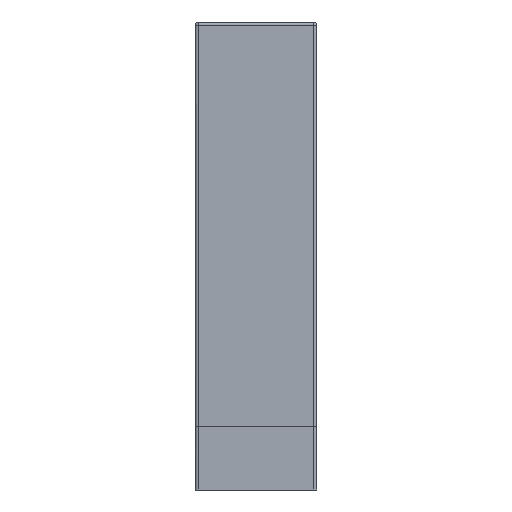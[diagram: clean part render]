
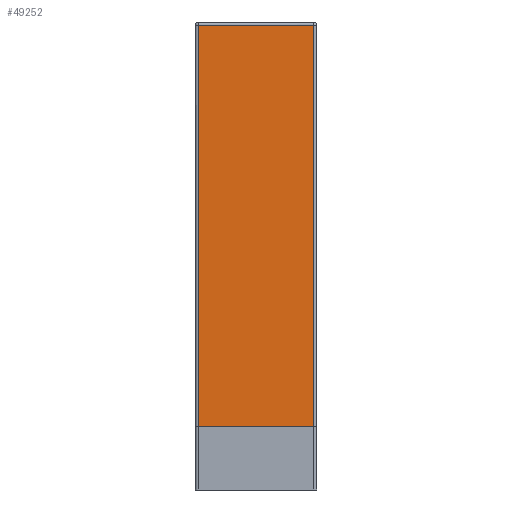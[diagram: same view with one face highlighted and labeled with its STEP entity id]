
A CAD part, left-side view. The second image highlights one B-rep face of the part: STEP entity #49252.
In plain terms, the highlighted free-form (B-spline) face has degree [1, 2] with [2, 7] control points.
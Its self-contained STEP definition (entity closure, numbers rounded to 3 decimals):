
#24 = LINE ( 'NONE', #79948, #37927 ) ;
#944 = LINE ( 'NONE', #63688, #61479 ) ;
#4673 = CARTESIAN_POINT ( 'NONE',  ( 0., 0., 10. ) ) ;
#6843 = CARTESIAN_POINT ( 'NONE',  ( 75., 3., 260.075 ) ) ;
#7304 = EDGE_CURVE ( 'NONE', #51994, #37414, #24, .T. ) ;
#11233 = ORIENTED_EDGE ( 'NONE', *, *, #16179, .F. ) ;
#12359 = CARTESIAN_POINT ( 'NONE',  ( 25., 0., 10. ) ) ;
#16179 = EDGE_CURVE ( 'NONE', #51994, #53755, #37059, .T. ) ;
#16988 = VECTOR ( 'NONE', #22386, 1000. ) ;
#18306 = DIRECTION ( 'NONE',  ( 0., 0., 1. ) ) ;
#19957 = CARTESIAN_POINT ( 'NONE',  ( 75., 0., 60. ) ) ;
#22269 = VERTEX_POINT ( 'NONE', #33578 ) ;
#22386 = DIRECTION ( 'NONE',  ( 0., 0., -1. ) ) ;
#23449 = CARTESIAN_POINT ( 'NONE',  ( 75., 3., 60. ) ) ;
#27484 = CARTESIAN_POINT ( 'NONE',  ( 75., 0., 490. ) ) ;
#29387 = LINE ( 'NONE', #31357, #69641 ) ;
#31357 = CARTESIAN_POINT ( 'NONE',  ( 75., 58., 60. ) ) ;
#33578 = CARTESIAN_POINT ( 'NONE',  ( 75., 113., 60. ) ) ;
#34768 = CARTESIAN_POINT ( 'NONE',  ( 25., 116., 10. ) ) ;
#37059 = LINE ( 'NONE', #6843, #16988 ) ;
#37414 = VERTEX_POINT ( 'NONE', #66089 ) ;
#37927 = VECTOR ( 'NONE', #71064, 1000. ) ;
#42394 = CARTESIAN_POINT ( 'NONE',  ( 75., 116., 60. ) ) ;
#43035 =( BOUNDED_SURFACE ( )  B_SPLINE_SURFACE ( 1, 2, ( 
 ( #57404, #80057, #34768, #87622, #42394, #95215, #50074 ),
 ( #4673, #57737, #12359, #65290, #19957, #72801, #27484 ) ),
 .UNSPECIFIED., .F., .F., .F. ) 
 B_SPLINE_SURFACE_WITH_KNOTS ( ( 2, 2 ),
 ( 3, 2, 2, 3 ),
 ( 0., 116. ),
 ( -25., 0., 78.54, 448.54 ),
 .UNSPECIFIED. ) 
 GEOMETRIC_REPRESENTATION_ITEM ( )  RATIONAL_B_SPLINE_SURFACE ( (
 ( 1., 1., 1., 0.707, 1., 1., 1.),
 ( 1., 1., 1., 0.707, 1., 1., 1.) ) ) 
 REPRESENTATION_ITEM ( '' )  SURFACE ( )  );
#48698 = EDGE_CURVE ( 'NONE', #22269, #37414, #944, .T. ) ;
#49252 = ADVANCED_FACE ( 'NONE', ( #94427 ), #43035, .T. ) ;
#50074 = CARTESIAN_POINT ( 'NONE',  ( 75., 116., 490. ) ) ;
#50238 = EDGE_CURVE ( 'NONE', #22269, #53755, #29387, .T. ) ;
#51994 = VERTEX_POINT ( 'NONE', #53856 ) ;
#52595 = ORIENTED_EDGE ( 'NONE', *, *, #50238, .T. ) ;
#53755 = VERTEX_POINT ( 'NONE', #23449 ) ;
#53856 = CARTESIAN_POINT ( 'NONE',  ( 75., 3., 442. ) ) ;
#57404 = CARTESIAN_POINT ( 'NONE',  ( 0., 116., 10. ) ) ;
#57737 = CARTESIAN_POINT ( 'NONE',  ( 12.5, 0., 10. ) ) ;
#61479 = VECTOR ( 'NONE', #18306, 1000. ) ;
#63688 = CARTESIAN_POINT ( 'NONE',  ( 75., 113., 260.075 ) ) ;
#65290 = CARTESIAN_POINT ( 'NONE',  ( 75., 0., 10. ) ) ;
#66089 = CARTESIAN_POINT ( 'NONE',  ( 75., 113., 442. ) ) ;
#68039 = ORIENTED_EDGE ( 'NONE', *, *, #7304, .T. ) ;
#69641 = VECTOR ( 'NONE', #84225, 1000. ) ;
#71064 = DIRECTION ( 'NONE',  ( 0., 1., 0. ) ) ;
#71274 = EDGE_LOOP ( 'NONE', ( #52595, #11233, #68039, #83484 ) ) ;
#72801 = CARTESIAN_POINT ( 'NONE',  ( 75., 0., 305. ) ) ;
#79948 = CARTESIAN_POINT ( 'NONE',  ( 75., 131., 442. ) ) ;
#80057 = CARTESIAN_POINT ( 'NONE',  ( 12.5, 116., 10. ) ) ;
#83484 = ORIENTED_EDGE ( 'NONE', *, *, #48698, .F. ) ;
#84225 = DIRECTION ( 'NONE',  ( 0., -1., 0. ) ) ;
#87622 = CARTESIAN_POINT ( 'NONE',  ( 75., 116., 10. ) ) ;
#94427 = FACE_OUTER_BOUND ( 'NONE', #71274, .T. ) ;
#95215 = CARTESIAN_POINT ( 'NONE',  ( 75., 116., 305. ) ) ;
